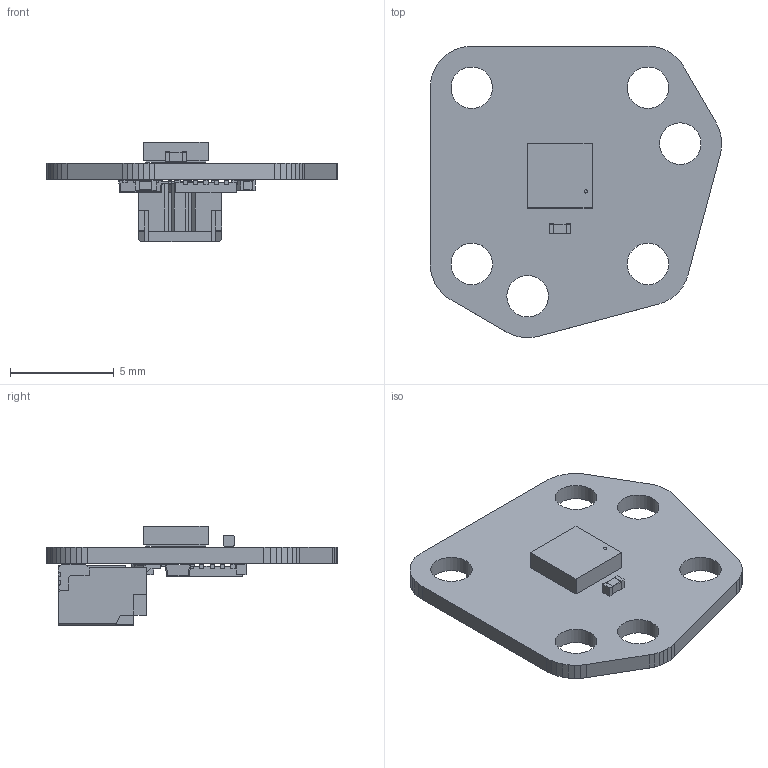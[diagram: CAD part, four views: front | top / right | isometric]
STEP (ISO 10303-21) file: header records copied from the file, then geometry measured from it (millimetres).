
FILE_DESCRIPTION(('KiCad electronic assembly'),'2;1');
FILE_NAME('O12encoder.step','2023-12-30T23:11:33',('Pcbnew'),('Kicad'), 'Open CASCADE STEP processor 7.7','KiCad to STEP converter','Unknown' );
FILE_SCHEMA(('AUTOMOTIVE_DESIGN { 1 0 10303 214 1 1 1 1 }'));
Length unit declared in the file: millimetre
Products named in the file (12): O12encoder 1; C_0402_1005Metric; SOLID; QFN-3x3_MA702_MNP; COMPOUND; THVD1420DRLR; ST_UFQFPN-20_3x3mm_P0.5mm; SM02B-SRSS-TB_LF__SN_; _autosave-O12encoder PCB
Assembly tree (13 placements, depth 3):
  O12encoder 1
    C_0402_1005Metric  x3
      SOLID
    QFN-3x3_MA702_MNP
      COMPOUND
    THVD1420DRLR
      COMPOUND
    ST_UFQFPN-20_3x3mm_P0.5mm
      SOLID
    SM02B-SRSS-TB_LF__SN_
      COMPOUND
    _autosave-O12encoder PCB
Bounding box: 14.04 x 14.04 x 4.77 mm (x, y, z)
Volume: 160.3 mm3; surface area: 599.8 mm2
Topology: 38 solids, 38 shells, 714 faces, 1874 edges, 1240 vertices
Faces by surface type: plane 642, cylinder 68, sphere 4
Full cylindrical faces by diameter (mm): 0.155 x1, 0.2 x1, 2 x6
Entity records: 45243 total; most frequent: CARTESIAN_POINT 7595, DIRECTION 6555, LINE 5013, VECTOR 5013, ORIENTED_EDGE 3460, PCURVE 3460, DEFINITIONAL_REPRESENTATION 3460, EDGE_CURVE 1730
